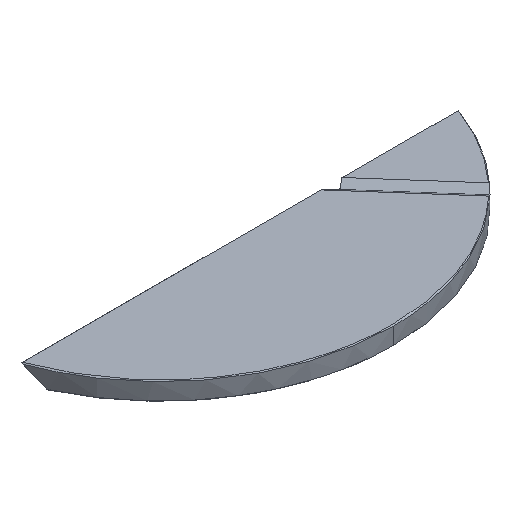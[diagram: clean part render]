
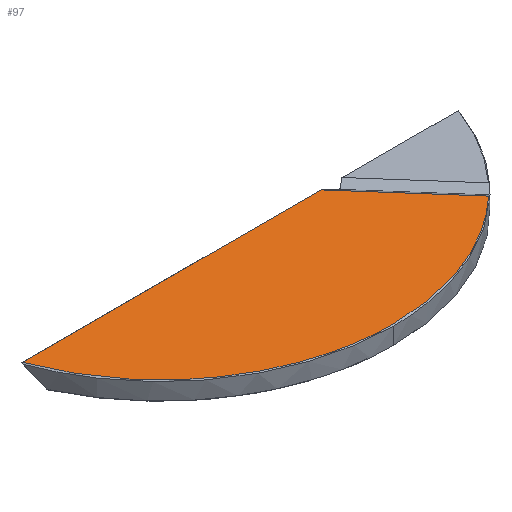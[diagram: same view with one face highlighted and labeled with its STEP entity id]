
A CAD part, isometric view. The second image highlights one B-rep face of the part: STEP entity #97.
In plain terms, the highlighted planar face has unit normal (0, 0, 1).
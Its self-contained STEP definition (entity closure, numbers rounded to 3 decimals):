
#40=CARTESIAN_POINT('',(12.185,-23.931,1086.243));
#41=DIRECTION('',(0.0,0.0,1.0));
#42=DIRECTION('',(1.0,0.0,0.0));
#43=AXIS2_PLACEMENT_3D('',#40,#41,#42);
#44=PLANE('',#43);
#45=CARTESIAN_POINT('',(-23.384,-10.649,1086.243));
#46=VERTEX_POINT('',#45);
#47=CARTESIAN_POINT('',(0.,-27.001,1086.243));
#48=VERTEX_POINT('',#47);
#49=CARTESIAN_POINT('',(-23.384,-10.649,1086.243));
#50=CARTESIAN_POINT('',(-22.589,-12.773,1086.243));
#51=CARTESIAN_POINT('',(-21.543,-14.586,1086.243));
#52=CARTESIAN_POINT('',(-20.735,-15.985,1086.243));
#53=CARTESIAN_POINT('',(-19.741,-17.273,1086.243));
#54=CARTESIAN_POINT('',(-17.378,-20.334,1086.243));
#55=CARTESIAN_POINT('',(-14.283,-22.497,1086.243));
#56=CARTESIAN_POINT('',(-11.132,-24.699,1086.243));
#57=CARTESIAN_POINT('',(-7.502,-25.844,1086.243));
#58=CARTESIAN_POINT('',(-3.822,-27.005,1086.243));
#59=CARTESIAN_POINT('',(0.,-27.001,1086.243));
#60=B_SPLINE_CURVE_WITH_KNOTS('',2,(#49,#50,#51,#52,#53,#54,#55,#56,#57,#58,#59),.UNSPECIFIED.,.F.,.U.,(3,2,2,2,2,3),(0.0,0.143,0.25,0.5,0.75,1.0),.UNSPECIFIED.);
#61=EDGE_CURVE('',#46,#48,#60,.T.);
#62=ORIENTED_EDGE('',*,*,#61,.T.);
#63=CARTESIAN_POINT('',(17.078,-20.222,1086.243));
#64=VERTEX_POINT('',#63);
#65=CARTESIAN_POINT('',(0.,-27.001,1086.243));
#66=CARTESIAN_POINT('',(4.766,-27.002,1086.243));
#67=CARTESIAN_POINT('',(9.201,-25.239,1086.243));
#68=CARTESIAN_POINT('',(13.616,-23.484,1086.243));
#69=CARTESIAN_POINT('',(17.078,-20.222,1086.243));
#70=B_SPLINE_CURVE_WITH_KNOTS('',2,(#65,#66,#67,#68,#69),.UNSPECIFIED.,.F.,.U.,(3,2,3),(0.0,0.5,1.0),.UNSPECIFIED.);
#71=EDGE_CURVE('',#48,#64,#70,.T.);
#72=ORIENTED_EDGE('',*,*,#71,.T.);
#73=CARTESIAN_POINT('',(8.684,-10.681,1086.243));
#74=VERTEX_POINT('',#73);
#75=CARTESIAN_POINT('',(16.783,-19.886,1086.243));
#76=DIRECTION('',(0.661,-0.751,0.0));
#77=VECTOR('',#76,1.);
#78=LINE('',#75,#77);
#79=EDGE_CURVE('',#74,#64,#78,.T.);
#80=ORIENTED_EDGE('',*,*,#79,.F.);
#81=CARTESIAN_POINT('',(8.599,-10.65,1086.243));
#82=VERTEX_POINT('',#81);
#83=CARTESIAN_POINT('',(16.019,-13.335,1086.243));
#84=DIRECTION('',(-0.94,0.34,0.0));
#85=VECTOR('',#84,1.);
#86=LINE('',#83,#85);
#87=EDGE_CURVE('',#74,#82,#86,.T.);
#88=ORIENTED_EDGE('',*,*,#87,.T.);
#89=CARTESIAN_POINT('',(12.185,-10.65,1086.243));
#90=DIRECTION('',(-1.0,0.0,0.0));
#91=VECTOR('',#90,1.0);
#92=LINE('',#89,#91);
#93=EDGE_CURVE('',#82,#46,#92,.T.);
#94=ORIENTED_EDGE('',*,*,#93,.T.);
#95=EDGE_LOOP('',(#62,#72,#80,#88,#94));
#96=FACE_OUTER_BOUND('',#95,.T.);
#97=ADVANCED_FACE('',(#96),#44,.T.);
